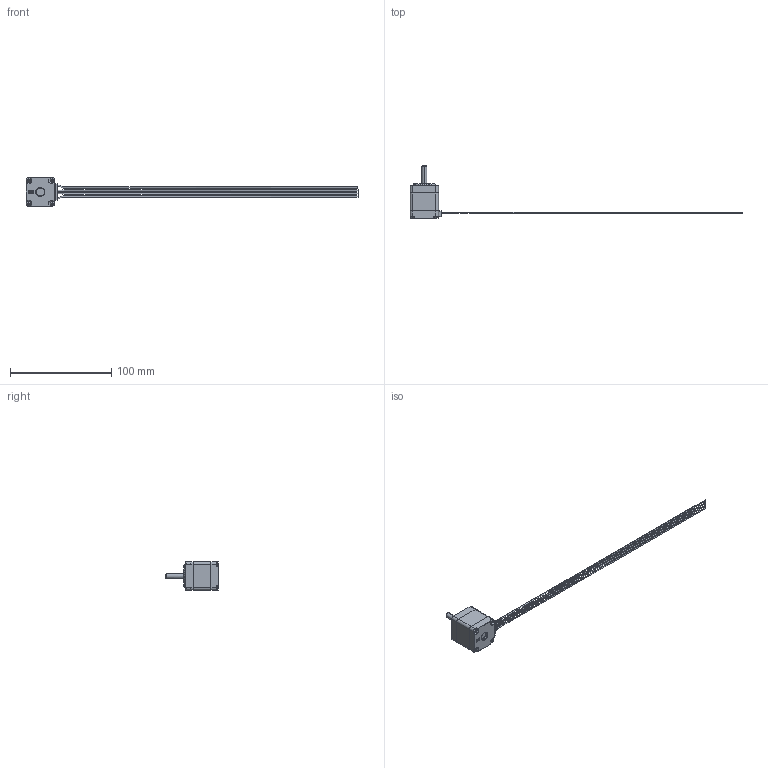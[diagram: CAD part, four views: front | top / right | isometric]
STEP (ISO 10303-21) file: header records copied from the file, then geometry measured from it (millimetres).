
FILE_DESCRIPTION (( 'STEP AP214' ), '1' );
FILE_NAME ('SY28STH32-0674A.STEP', '2021-06-10T20:49:10', ( '' ), ( '' ), 'SwSTEP 2.0', 'SolidWorks 2020', '' );
FILE_SCHEMA (( 'AUTOMOTIVE_DESIGN' ));
Length unit declared in the file: millimetre
Products named in the file (1): SY28STH32-0674A
Bounding box: 328.2 x 52 x 28.2 mm (x, y, z)
Volume: 27725.4 mm3; surface area: 10780.6 mm2
Topology: 1 solids, 1 shells, 588 faces, 1556 edges, 1019 vertices
Faces by surface type: plane 305, bspline 137, cylinder 112, cone 18, torus 16
Entity records: 30436 total; most frequent: CARTESIAN_POINT 12881, ORIENTED_EDGE 3112, DIRECTION 2162, EDGE_CURVE 1556, VERTEX_POINT 1019, VECTOR 946, LINE 946, EDGE_LOOP 637
